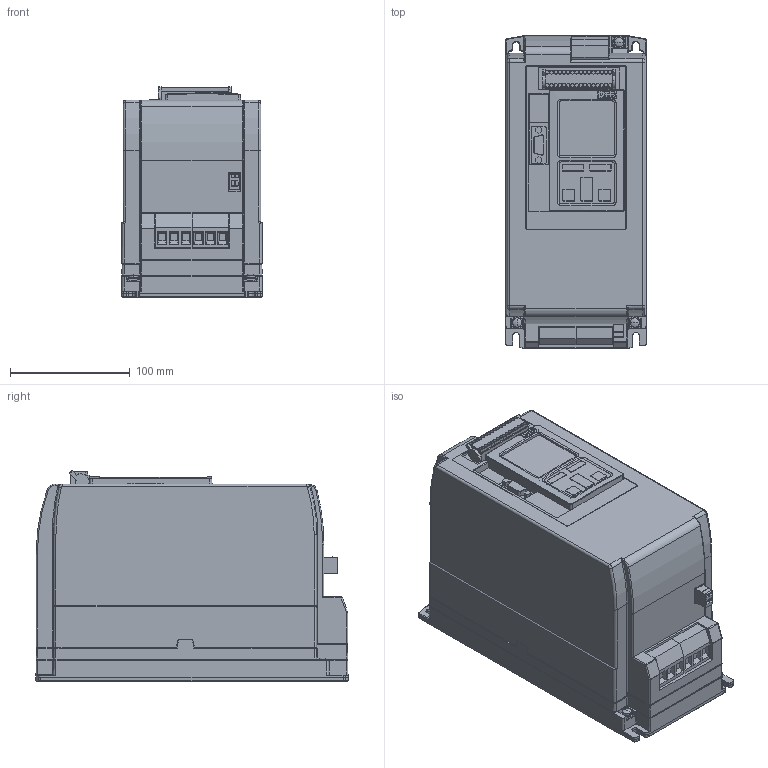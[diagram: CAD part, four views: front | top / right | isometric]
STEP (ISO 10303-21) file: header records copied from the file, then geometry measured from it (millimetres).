
FILE_DESCRIPTION (( 'STEP AP214' ), '1' );
FILE_NAME ('C0G6_KEB-COMBIVERT(00G6DAC-2S27).STEP', '2011-08-02T12:32:10', ( 'KEB' ), ( 'Karl E. Brinkmann GmbH' ), 'SwSTEP 2.0', 'SolidWorks 2007', '' );
FILE_SCHEMA (( 'AUTOMOTIVE_DESIGN' ));
Length unit declared in the file: millimetre
Products named in the file (1): C0G6_KEB-COMBIVERT(00G6DAC-2S27)
Bounding box: 117.51 x 260.51 x 175.66 mm (x, y, z)
Volume: 4517988 mm3; surface area: 353047.7 mm2
Topology: 15 solids, 17 shells, 1090 faces, 2700 edges, 1698 vertices
Faces by surface type: plane 584, cylinder 262, cone 140, torus 59, bspline 39, sphere 6
Entity records: 45256 total; most frequent: CARTESIAN_POINT 7344, ORIENTED_EDGE 5372, DIRECTION 5328, EDGE_CURVE 2686, AXIS2_PLACEMENT_3D 1808, VECTOR 1712, LINE 1712, VERTEX_POINT 1698
